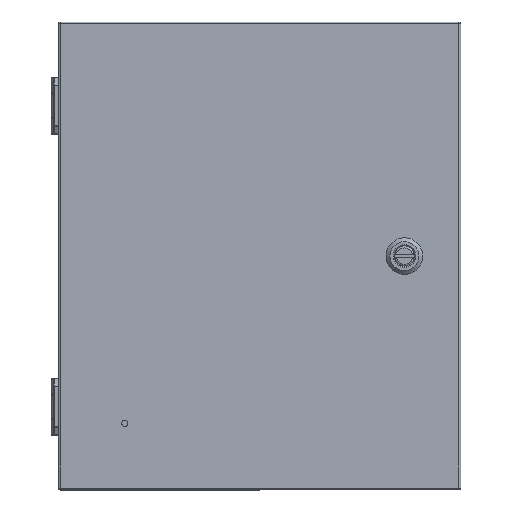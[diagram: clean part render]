
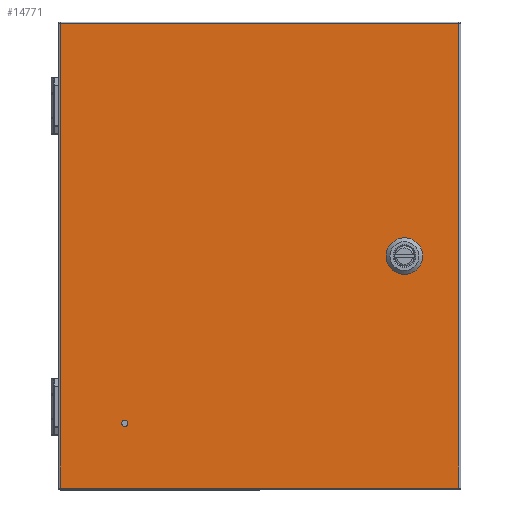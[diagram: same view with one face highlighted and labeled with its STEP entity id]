
A CAD part, top view. The second image highlights one B-rep face of the part: STEP entity #14771.
In plain terms, the highlighted planar face has unit normal (0, 0, 1).
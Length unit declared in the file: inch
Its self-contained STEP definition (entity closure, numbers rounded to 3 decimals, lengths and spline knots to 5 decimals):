
#143 = CARTESIAN_POINT ( 'NONE',  ( 4.4722, 0.00404, 8.107 ) ) ;
#990 = EDGE_CURVE ( 'NONE', #63807, #33034, #58710, .T. ) ;
#2035 = EDGE_LOOP ( 'NONE', ( #23392, #41142, #12159, #9401, #72284, #61633, #74769, #34045 ) ) ;
#2236 = CARTESIAN_POINT ( 'NONE',  ( 4.0762, -0.19454, 8.107 ) ) ;
#2514 = CARTESIAN_POINT ( 'NONE',  ( -6.11, -7.1275, 8.107 ) ) ;
#2945 = VECTOR ( 'NONE', #67446, 39.37008 ) ;
#3794 = CIRCLE ( 'NONE', #51704, 0.443 ) ;
#5037 = EDGE_CURVE ( 'NONE', #56288, #40518, #47830, .T. ) ;
#5539 = EDGE_CURVE ( 'NONE', #67623, #34668, #43863, .T. ) ;
#5655 = VECTOR ( 'NONE', #49215, 39.37008 ) ;
#6193 = CARTESIAN_POINT ( 'NONE',  ( -6.11, -7.1875, 8.107 ) ) ;
#6910 = PLANE ( 'NONE',  #32657 ) ;
#6936 = DIRECTION ( 'NONE',  ( 0., 0., 1. ) ) ;
#7026 = ORIENTED_EDGE ( 'NONE', *, *, #43362, .T. ) ;
#8659 = CARTESIAN_POINT ( 'NONE',  ( -0.9825, 0.40004, 8.107 ) ) ;
#9086 = EDGE_CURVE ( 'NONE', #33034, #56288, #21808, .T. ) ;
#9254 = VECTOR ( 'NONE', #15177, 39.37008 ) ;
#9401 = ORIENTED_EDGE ( 'NONE', *, *, #50704, .F. ) ;
#9942 = CARTESIAN_POINT ( 'NONE',  ( 6.1452, 7.19557, 8.107 ) ) ;
#10019 = EDGE_CURVE ( 'NONE', #28122, #83063, #31856, .T. ) ;
#12159 = ORIENTED_EDGE ( 'NONE', *, *, #10019, .F. ) ;
#13286 = DIRECTION ( 'NONE',  ( -1., 0., 0. ) ) ;
#13618 = VERTEX_POINT ( 'NONE', #46223 ) ;
#14771 = ADVANCED_FACE ( 'NONE', ( #33737, #80962, #32017 ), #6910, .T. ) ;
#15026 = VERTEX_POINT ( 'NONE', #63616 ) ;
#15177 = DIRECTION ( 'NONE',  ( -1., 0., 0. ) ) ;
#16549 = EDGE_LOOP ( 'NONE', ( #33767, #75342, #22383, #7026 ) ) ;
#17284 = DIRECTION ( 'NONE',  ( 1., 0., 0. ) ) ;
#18521 = CARTESIAN_POINT ( 'NONE',  ( 4.0762, 2.00797, 8.107 ) ) ;
#19840 = CARTESIAN_POINT ( 'NONE',  ( 4.27362, 0.40004, 8.107 ) ) ;
#20866 = DIRECTION ( 'NONE',  ( 0., 0., 1. ) ) ;
#21219 = EDGE_LOOP ( 'NONE', ( #21409 ) ) ;
#21409 = ORIENTED_EDGE ( 'NONE', *, *, #78008, .F. ) ;
#21594 = CARTESIAN_POINT ( 'NONE',  ( 4.0762, 0.20261, 8.107 ) ) ;
#21808 = LINE ( 'NONE', #9942, #48340 ) ;
#22253 = LINE ( 'NONE', #8659, #5655 ) ;
#22383 = ORIENTED_EDGE ( 'NONE', *, *, #5037, .T. ) ;
#23392 = ORIENTED_EDGE ( 'NONE', *, *, #5539, .F. ) ;
#27336 = DIRECTION ( 'NONE',  ( 0., 0., 1. ) ) ;
#27998 = CIRCLE ( 'NONE', #77261, 0.443 ) ;
#28122 = VERTEX_POINT ( 'NONE', #74768 ) ;
#31662 = CARTESIAN_POINT ( 'NONE',  ( -6.11, 7.13557, 8.107 ) ) ;
#31832 = DIRECTION ( 'NONE',  ( -1., 0., 0. ) ) ;
#31856 = CIRCLE ( 'NONE', #81193, 0.443 ) ;
#32017 = FACE_OUTER_BOUND ( 'NONE', #16549, .T. ) ;
#32657 = AXIS2_PLACEMENT_3D ( 'NONE', #73381, #52325, #79191 ) ;
#33034 = VERTEX_POINT ( 'NONE', #53149 ) ;
#33737 = FACE_BOUND ( 'NONE', #2035, .T. ) ;
#33767 = ORIENTED_EDGE ( 'NONE', *, *, #990, .T. ) ;
#34045 = ORIENTED_EDGE ( 'NONE', *, *, #38638, .F. ) ;
#34668 = VERTEX_POINT ( 'NONE', #21594 ) ;
#37681 = EDGE_CURVE ( 'NONE', #83063, #67623, #22253, .T. ) ;
#38117 = EDGE_CURVE ( 'NONE', #15026, #13618, #47712, .T. ) ;
#38638 = EDGE_CURVE ( 'NONE', #34668, #59571, #73093, .T. ) ;
#39355 = DIRECTION ( 'NONE',  ( 0., 0., 1. ) ) ;
#40168 = CIRCLE ( 'NONE', #83817, 0.09655 ) ;
#40518 = VERTEX_POINT ( 'NONE', #31662 ) ;
#41142 = ORIENTED_EDGE ( 'NONE', *, *, #37681, .F. ) ;
#41719 = VERTEX_POINT ( 'NONE', #84905 ) ;
#42327 = LINE ( 'NONE', #49405, #86182 ) ;
#43362 = EDGE_CURVE ( 'NONE', #40518, #63807, #46332, .T. ) ;
#43863 = CIRCLE ( 'NONE', #50914, 0.443 ) ;
#45103 = CARTESIAN_POINT ( 'NONE',  ( 4.4722, 0.00404, 8.107 ) ) ;
#45907 = CARTESIAN_POINT ( 'NONE',  ( -4.21855, -5.1395, 8.107 ) ) ;
#46223 = CARTESIAN_POINT ( 'NONE',  ( 4.67077, -0.39196, 8.107 ) ) ;
#46332 = LINE ( 'NONE', #6193, #74631 ) ;
#47403 = CARTESIAN_POINT ( 'NONE',  ( -6.17, 7.13557, 8.107 ) ) ;
#47712 = LINE ( 'NONE', #56022, #2945 ) ;
#47830 = LINE ( 'NONE', #47403, #9254 ) ;
#48340 = VECTOR ( 'NONE', #84022, 39.37008 ) ;
#49215 = DIRECTION ( 'NONE',  ( -1., 0., 0. ) ) ;
#49405 = CARTESIAN_POINT ( 'NONE',  ( 4.8682, 2.00797, 8.107 ) ) ;
#50704 = EDGE_CURVE ( 'NONE', #41719, #28122, #42327, .T. ) ;
#50914 = AXIS2_PLACEMENT_3D ( 'NONE', #59355, #6936, #86331 ) ;
#51704 = AXIS2_PLACEMENT_3D ( 'NONE', #74068, #27336, #13286 ) ;
#52229 = DIRECTION ( 'NONE',  ( -1., 0., 0. ) ) ;
#52325 = DIRECTION ( 'NONE',  ( 0., 0., 1. ) ) ;
#52503 = VERTEX_POINT ( 'NONE', #45907 ) ;
#53149 = CARTESIAN_POINT ( 'NONE',  ( 6.1452, -7.1275, 8.107 ) ) ;
#55176 = VECTOR ( 'NONE', #73525, 39.37008 ) ;
#55892 = EDGE_CURVE ( 'NONE', #59571, #15026, #3794, .T. ) ;
#56022 = CARTESIAN_POINT ( 'NONE',  ( -0.9825, -0.39196, 8.107 ) ) ;
#56288 = VERTEX_POINT ( 'NONE', #82407 ) ;
#57840 = CARTESIAN_POINT ( 'NONE',  ( 6.2052, -7.1275, 8.107 ) ) ;
#58710 = LINE ( 'NONE', #57840, #85179 ) ;
#59355 = CARTESIAN_POINT ( 'NONE',  ( 4.4722, 0.00404, 8.107 ) ) ;
#59571 = VERTEX_POINT ( 'NONE', #2236 ) ;
#59954 = DIRECTION ( 'NONE',  ( 0., -1., 0. ) ) ;
#61633 = ORIENTED_EDGE ( 'NONE', *, *, #38117, .F. ) ;
#63616 = CARTESIAN_POINT ( 'NONE',  ( 4.27362, -0.39196, 8.107 ) ) ;
#63807 = VERTEX_POINT ( 'NONE', #2514 ) ;
#64906 = DIRECTION ( 'NONE',  ( 0., 0., 1. ) ) ;
#67446 = DIRECTION ( 'NONE',  ( 1., 0., 0. ) ) ;
#67534 = DIRECTION ( 'NONE',  ( -1., 0., 0. ) ) ;
#67623 = VERTEX_POINT ( 'NONE', #19840 ) ;
#72284 = ORIENTED_EDGE ( 'NONE', *, *, #72900, .F. ) ;
#72900 = EDGE_CURVE ( 'NONE', #13618, #41719, #27998, .T. ) ;
#73093 = LINE ( 'NONE', #18521, #55176 ) ;
#73381 = CARTESIAN_POINT ( 'NONE',  ( -0.9825, 2.00797, 8.107 ) ) ;
#73525 = DIRECTION ( 'NONE',  ( 0., -1., 0. ) ) ;
#74068 = CARTESIAN_POINT ( 'NONE',  ( 4.4722, 0.00404, 8.107 ) ) ;
#74631 = VECTOR ( 'NONE', #59954, 39.37008 ) ;
#74768 = CARTESIAN_POINT ( 'NONE',  ( 4.8682, 0.20261, 8.107 ) ) ;
#74769 = ORIENTED_EDGE ( 'NONE', *, *, #55892, .F. ) ;
#75342 = ORIENTED_EDGE ( 'NONE', *, *, #9086, .T. ) ;
#76203 = DIRECTION ( 'NONE',  ( 0., 1., 0. ) ) ;
#77261 = AXIS2_PLACEMENT_3D ( 'NONE', #45103, #39355, #31832 ) ;
#78008 = EDGE_CURVE ( 'NONE', #52503, #52503, #40168, .T. ) ;
#79191 = DIRECTION ( 'NONE',  ( -1., 0., 0. ) ) ;
#80418 = CARTESIAN_POINT ( 'NONE',  ( -4.122, -5.1395, 8.107 ) ) ;
#80962 = FACE_BOUND ( 'NONE', #21219, .T. ) ;
#81193 = AXIS2_PLACEMENT_3D ( 'NONE', #143, #20866, #67534 ) ;
#81729 = CARTESIAN_POINT ( 'NONE',  ( 4.67077, 0.40004, 8.107 ) ) ;
#82407 = CARTESIAN_POINT ( 'NONE',  ( 6.1452, 7.13557, 8.107 ) ) ;
#83063 = VERTEX_POINT ( 'NONE', #81729 ) ;
#83817 = AXIS2_PLACEMENT_3D ( 'NONE', #80418, #64906, #52229 ) ;
#84022 = DIRECTION ( 'NONE',  ( 0., 1., 0. ) ) ;
#84905 = CARTESIAN_POINT ( 'NONE',  ( 4.8682, -0.19454, 8.107 ) ) ;
#85179 = VECTOR ( 'NONE', #17284, 39.37008 ) ;
#86182 = VECTOR ( 'NONE', #76203, 39.37008 ) ;
#86331 = DIRECTION ( 'NONE',  ( -1., 0., 0. ) ) ;
